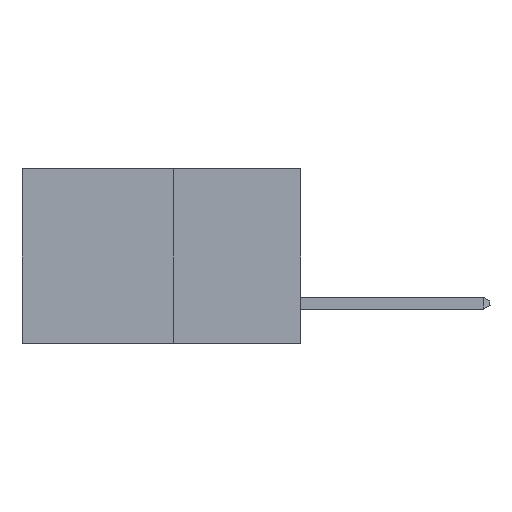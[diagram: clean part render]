
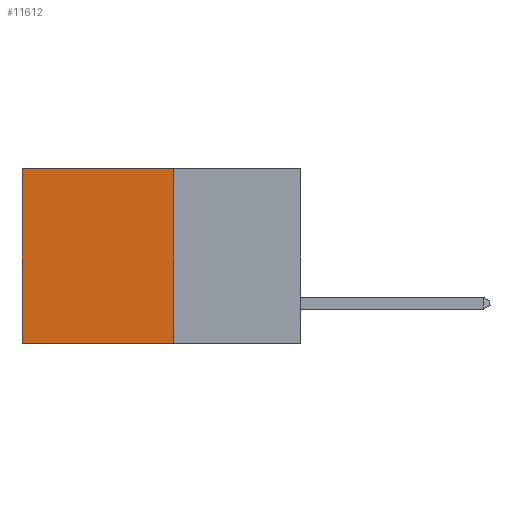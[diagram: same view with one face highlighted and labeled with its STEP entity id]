
A CAD part, left-side view. The second image highlights one B-rep face of the part: STEP entity #11612.
In plain terms, the highlighted planar face has unit normal (-1, 0, 0).
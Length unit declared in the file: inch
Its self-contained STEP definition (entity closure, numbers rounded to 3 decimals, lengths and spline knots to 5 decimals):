
#515 = VERTEX_POINT ( 'NONE', #17718 ) ;
#1256 = CARTESIAN_POINT ( 'NONE',  ( 0.277, 0.59, 0. ) ) ;
#1882 = DIRECTION ( 'NONE',  ( 0., 1., 0. ) ) ;
#2086 = VERTEX_POINT ( 'NONE', #1256 ) ;
#2845 = AXIS2_PLACEMENT_3D ( 'NONE', #4124, #16435, #5858 ) ;
#3086 = CARTESIAN_POINT ( 'NONE',  ( 0.277, 0.27, 0. ) ) ;
#3748 = LINE ( 'NONE', #3086, #17210 ) ;
#3890 = EDGE_CURVE ( 'NONE', #18358, #18129, #20486, .T. ) ;
#4099 = LINE ( 'NONE', #21278, #21987 ) ;
#4124 = CARTESIAN_POINT ( 'NONE',  ( 0.277, 0.27, -0.37 ) ) ;
#4856 = DIRECTION ( 'NONE',  ( 0., 1., 0. ) ) ;
#5114 = FACE_OUTER_BOUND ( 'NONE', #12742, .T. ) ;
#5706 = CARTESIAN_POINT ( 'NONE',  ( 0.277, 0.27, -0.37 ) ) ;
#5858 = DIRECTION ( 'NONE',  ( 0., 0., -1. ) ) ;
#9754 = LINE ( 'NONE', #14255, #10298 ) ;
#10298 = VECTOR ( 'NONE', #1882, 39.37008 ) ;
#11060 = CARTESIAN_POINT ( 'NONE',  ( 0.277, 0.27, -0.37 ) ) ;
#11611 = ORIENTED_EDGE ( 'NONE', *, *, #16784, .F. ) ;
#11612 = ADVANCED_FACE ( 'NONE', ( #5114 ), #21432, .F. ) ;
#11772 = DIRECTION ( 'NONE',  ( 0., 0., -1. ) ) ;
#11853 = ORIENTED_EDGE ( 'NONE', *, *, #19737, .T. ) ;
#11867 = EDGE_CURVE ( 'NONE', #18358, #2086, #3748, .T. ) ;
#11875 = ORIENTED_EDGE ( 'NONE', *, *, #3890, .F. ) ;
#12412 = ORIENTED_EDGE ( 'NONE', *, *, #11867, .T. ) ;
#12742 = EDGE_LOOP ( 'NONE', ( #11853, #11611, #11875, #12412 ) ) ;
#14255 = CARTESIAN_POINT ( 'NONE',  ( 0.277, 0.27, -0.37 ) ) ;
#15996 = VECTOR ( 'NONE', #11772, 39.37008 ) ;
#16278 = DIRECTION ( 'NONE',  ( 0., 0., -1. ) ) ;
#16435 = DIRECTION ( 'NONE',  ( 1., 0., 0. ) ) ;
#16784 = EDGE_CURVE ( 'NONE', #18129, #515, #9754, .T. ) ;
#17210 = VECTOR ( 'NONE', #4856, 39.37008 ) ;
#17718 = CARTESIAN_POINT ( 'NONE',  ( 0.277, 0.59, -0.37 ) ) ;
#18129 = VERTEX_POINT ( 'NONE', #5706 ) ;
#18358 = VERTEX_POINT ( 'NONE', #21787 ) ;
#19737 = EDGE_CURVE ( 'NONE', #2086, #515, #4099, .T. ) ;
#20486 = LINE ( 'NONE', #11060, #15996 ) ;
#21278 = CARTESIAN_POINT ( 'NONE',  ( 0.277, 0.59, -0.37 ) ) ;
#21432 = PLANE ( 'NONE',  #2845 ) ;
#21787 = CARTESIAN_POINT ( 'NONE',  ( 0.277, 0.27, 0. ) ) ;
#21987 = VECTOR ( 'NONE', #16278, 39.37008 ) ;
